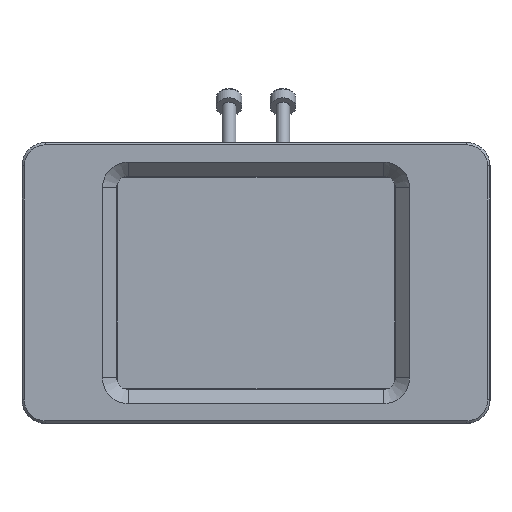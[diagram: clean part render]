
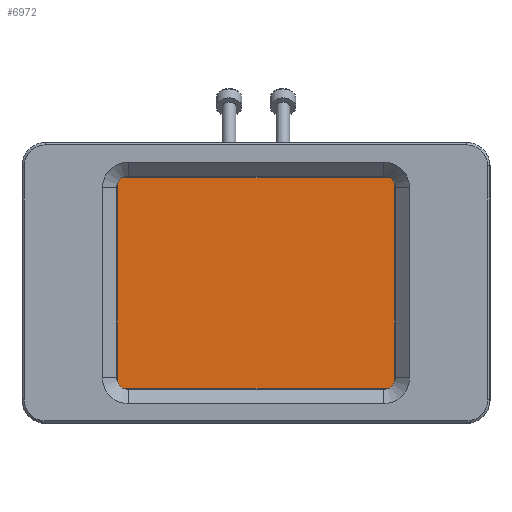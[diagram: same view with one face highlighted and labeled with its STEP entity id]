
A CAD part, top view. The second image highlights one B-rep face of the part: STEP entity #6972.
In plain terms, the highlighted planar face has unit normal (0, 0, 1).
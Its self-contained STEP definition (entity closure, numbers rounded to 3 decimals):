
#946=FACE_OUTER_BOUND('',#1373,.T.);
#1373=EDGE_LOOP('',(#4664,#4665,#4666,#4667));
#1872=LINE('',#9867,#2382);
#1875=LINE('',#9873,#2385);
#1878=LINE('',#9879,#2388);
#1881=LINE('',#9883,#2391);
#2382=VECTOR('',#8105,10.);
#2385=VECTOR('',#8110,10.);
#2388=VECTOR('',#8115,10.);
#2391=VECTOR('',#8120,10.);
#2886=VERTEX_POINT('',#9864);
#2887=VERTEX_POINT('',#9866);
#2889=VERTEX_POINT('',#9872);
#2891=VERTEX_POINT('',#9878);
#3576=EDGE_CURVE('',#2887,#2886,#1872,.T.);
#3579=EDGE_CURVE('',#2889,#2887,#1875,.T.);
#3582=EDGE_CURVE('',#2891,#2889,#1878,.T.);
#3585=EDGE_CURVE('',#2886,#2891,#1881,.T.);
#4664=ORIENTED_EDGE('',*,*,#3585,.T.);
#4665=ORIENTED_EDGE('',*,*,#3582,.T.);
#4666=ORIENTED_EDGE('',*,*,#3579,.T.);
#4667=ORIENTED_EDGE('',*,*,#3576,.T.);
#6765=PLANE('',#7452);
#6972=ADVANCED_FACE('',(#946),#6765,.T.);
#7452=AXIS2_PLACEMENT_3D('',#9884,#8121,#8122);
#8105=DIRECTION('',(0.,-1.,0.));
#8110=DIRECTION('',(-1.,0.,0.));
#8115=DIRECTION('',(0.,1.,0.));
#8120=DIRECTION('',(1.,0.,0.));
#8121=DIRECTION('center_axis',(0.,0.,1.));
#8122=DIRECTION('ref_axis',(1.,0.,0.));
#9864=CARTESIAN_POINT('',(-32.,-22.5,5.1));
#9866=CARTESIAN_POINT('',(-32.,22.5,5.1));
#9867=CARTESIAN_POINT('',(-32.,-22.5,5.1));
#9872=CARTESIAN_POINT('',(27.,22.5,5.1));
#9873=CARTESIAN_POINT('',(-32.,22.5,5.1));
#9878=CARTESIAN_POINT('',(27.,-22.5,5.1));
#9879=CARTESIAN_POINT('',(27.,22.5,5.1));
#9883=CARTESIAN_POINT('',(27.,-22.5,5.1));
#9884=CARTESIAN_POINT('Origin',(-2.5,0.,
5.1));
